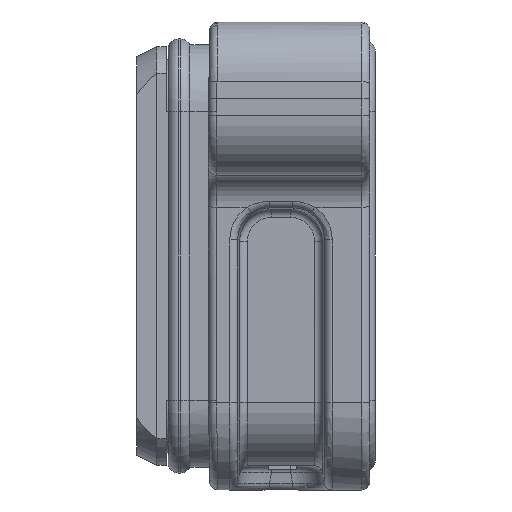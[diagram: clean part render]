
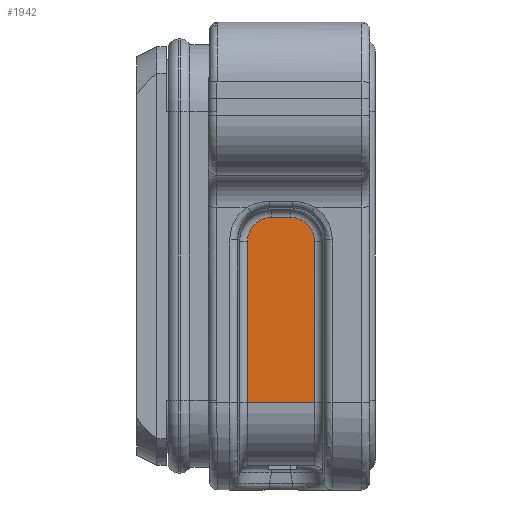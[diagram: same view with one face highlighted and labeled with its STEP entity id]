
A CAD part, left-side view. The second image highlights one B-rep face of the part: STEP entity #1942.
In plain terms, the highlighted planar face has unit normal (-1, 0, -0.018).
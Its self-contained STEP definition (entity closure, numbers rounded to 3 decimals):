
#1942=ADVANCED_FACE('NONE',(#3198),#2414,.F.);
#2414=PLANE('',#15955);
#3198=FACE_OUTER_BOUND('',#4126,.T.);
#4126=EDGE_LOOP('',(#9839,#9840,#9841,#9842,#9843,#9844));
#5168=LINE('',#27289,#6171);
#5169=LINE('',#27308,#6172);
#5184=LINE('',#27986,#6187);
#5185=LINE('',#27990,#6188);
#6171=VECTOR('',#18844,1.);
#6172=VECTOR('',#18849,1.);
#6187=VECTOR('',#18994,1.);
#6188=VECTOR('',#18999,1.);
#9839=ORIENTED_EDGE('',*,*,#13839,.T.);
#9840=ORIENTED_EDGE('',*,*,#13836,.T.);
#9841=ORIENTED_EDGE('',*,*,#13941,.T.);
#9842=ORIENTED_EDGE('',*,*,#13943,.F.);
#9843=ORIENTED_EDGE('',*,*,#13843,.T.);
#9844=ORIENTED_EDGE('',*,*,#13841,.T.);
#11842=VERTEX_POINT('',#27278);
#11843=VERTEX_POINT('',#27279);
#11844=VERTEX_POINT('',#27290);
#11845=VERTEX_POINT('',#27302);
#11846=VERTEX_POINT('',#27309);
#11883=VERTEX_POINT('',#27987);
#13836=EDGE_CURVE('NONE',#11842,#11843,#14803,.T.);
#13839=EDGE_CURVE('NONE',#11844,#11842,#5168,.T.);
#13841=EDGE_CURVE('NONE',#11845,#11844,#14807,.T.);
#13843=EDGE_CURVE('NONE',#11846,#11845,#5169,.T.);
#13941=EDGE_CURVE('NONE',#11843,#11883,#5184,.T.);
#13943=EDGE_CURVE('NONE',#11846,#11883,#5185,.T.);
#14803=B_SPLINE_CURVE_WITH_KNOTS('',3,(#27272,#27273,#27274,#27275,#27276,
#27277),.UNSPECIFIED.,.F.,.F.,(4,2,4),(0.,0.5,1.),.UNSPECIFIED.);
#14807=B_SPLINE_CURVE_WITH_KNOTS('',3,(#27296,#27297,#27298,#27299,#27300,
#27301),.UNSPECIFIED.,.F.,.F.,(4,2,4),(0.,0.5,1.),.UNSPECIFIED.);
#15955=AXIS2_PLACEMENT_3D('',#27991,#19000,#19001);
#18844=DIRECTION('',(0.,1.,0.));
#18849=DIRECTION('',(-0.017,0.,1.));
#18994=DIRECTION('',(0.017,0.,-1.));
#18999=DIRECTION('',(0.,1.,0.));
#19000=DIRECTION('',(1.,0.,0.017));
#19001=DIRECTION('',(0.017,0.,-1.));
#27272=CARTESIAN_POINT('',(-61.683,102.194,4.775));
#27273=CARTESIAN_POINT('',(-61.683,102.985,4.774));
#27274=CARTESIAN_POINT('',(-61.678,103.736,4.469));
#27275=CARTESIAN_POINT('',(-61.658,104.846,3.358));
#27276=CARTESIAN_POINT('',(-61.645,105.151,2.608));
#27277=CARTESIAN_POINT('',(-61.631,105.153,1.817));
#27278=CARTESIAN_POINT('',(-61.683,102.194,4.775));
#27279=CARTESIAN_POINT('',(-61.631,105.153,1.817));
#27289=CARTESIAN_POINT('',(-61.683,99.154,4.775));
#27290=CARTESIAN_POINT('',(-61.683,99.806,4.775));
#27296=CARTESIAN_POINT('',(-61.631,96.847,1.817));
#27297=CARTESIAN_POINT('',(-61.645,96.849,2.608));
#27298=CARTESIAN_POINT('',(-61.658,97.154,3.358));
#27299=CARTESIAN_POINT('',(-61.678,98.264,4.469));
#27300=CARTESIAN_POINT('',(-61.683,99.015,4.774));
#27301=CARTESIAN_POINT('',(-61.683,99.806,4.775));
#27302=CARTESIAN_POINT('',(-61.631,96.847,1.817));
#27308=CARTESIAN_POINT('',(-61.278,96.847,-18.398));
#27309=CARTESIAN_POINT('',(-61.283,96.847,-18.14));
#27986=CARTESIAN_POINT('',(-61.643,105.153,2.48));
#27987=CARTESIAN_POINT('',(-61.283,105.153,-18.14));
#27990=CARTESIAN_POINT('',(-61.283,96.,-18.14));
#27991=CARTESIAN_POINT('',(-61.283,96.,-18.14));
